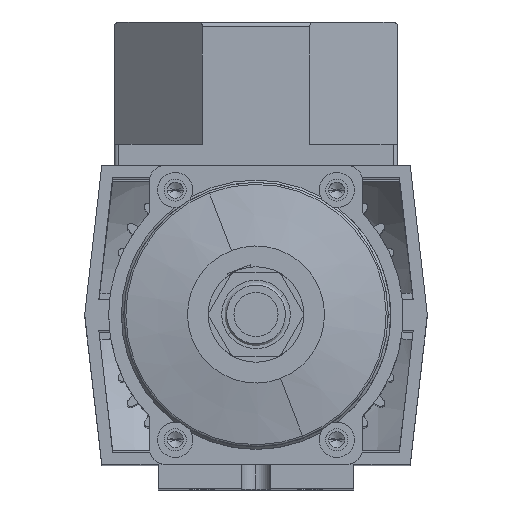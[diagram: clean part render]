
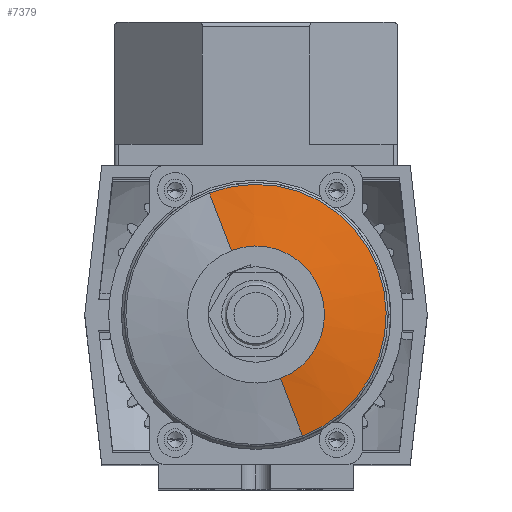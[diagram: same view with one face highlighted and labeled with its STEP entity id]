
A CAD part, top view. The second image highlights one B-rep face of the part: STEP entity #7379.
In plain terms, the highlighted conical face has half-angle 79.114 degrees and reference radius 26.594 mm.
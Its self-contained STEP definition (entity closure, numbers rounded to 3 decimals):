
#128 = CARTESIAN_POINT ( 'NONE',  ( 629.866, 449.075, 0. ) ) ;
#195 = AXIS2_PLACEMENT_3D ( 'NONE', #17301, #8391, #18792 ) ;
#344 = CARTESIAN_POINT ( 'NONE',  ( 627.444, 489.669, 0. ) ) ;
#1104 = VERTEX_POINT ( 'NONE', #2029 ) ;
#1593 = EDGE_CURVE ( 'NONE', #1104, #2967, #17405, .T. ) ;
#2029 = CARTESIAN_POINT ( 'NONE',  ( 629.866, 477.075, 0. ) ) ;
#2199 = AXIS2_PLACEMENT_3D ( 'NONE', #3734, #15623, #9679 ) ;
#2643 = CIRCLE ( 'NONE', #195, 26.594 ) ;
#2833 = CARTESIAN_POINT ( 'NONE',  ( 627.444, 436.481, 0. ) ) ;
#2876 = ORIENTED_EDGE ( 'NONE', *, *, #5626, .T. ) ;
#2967 = VERTEX_POINT ( 'NONE', #7608 ) ;
#3026 = CARTESIAN_POINT ( 'NONE',  ( 629.866, 463.075, 0. ) ) ;
#3652 = CONICAL_SURFACE ( 'NONE', #2199, 26.594, 1.381 ) ;
#3665 = VERTEX_POINT ( 'NONE', #128 ) ;
#3734 = CARTESIAN_POINT ( 'NONE',  ( 627.444, 463.075, 0. ) ) ;
#3803 = EDGE_LOOP ( 'NONE', ( #5599, #13415, #2876, #11310 ) ) ;
#3826 = CARTESIAN_POINT ( 'NONE',  ( 627.444, 436.481, 0. ) ) ;
#4128 = FACE_OUTER_BOUND ( 'NONE', #3803, .T. ) ;
#4536 = DIRECTION ( 'NONE',  ( 0., -1., 0. ) ) ;
#5382 = LINE ( 'NONE', #3826, #9310 ) ;
#5550 = VECTOR ( 'NONE', #15328, 1000. ) ;
#5599 = ORIENTED_EDGE ( 'NONE', *, *, #1593, .F. ) ;
#5626 = EDGE_CURVE ( 'NONE', #3665, #10375, #5382, .T. ) ;
#7079 = EDGE_CURVE ( 'NONE', #1104, #3665, #17178, .T. ) ;
#7379 = ADVANCED_FACE ( 'NONE', ( #4128 ), #3652, .T. ) ;
#7608 = CARTESIAN_POINT ( 'NONE',  ( 627.444, 489.669, 0. ) ) ;
#8391 = DIRECTION ( 'NONE',  ( -1., 0., 0. ) ) ;
#8911 = AXIS2_PLACEMENT_3D ( 'NONE', #3026, #13426, #4536 ) ;
#9310 = VECTOR ( 'NONE', #18687, 1000. ) ;
#9457 = EDGE_CURVE ( 'NONE', #2967, #10375, #2643, .T. ) ;
#9679 = DIRECTION ( 'NONE',  ( 0., -1., 0. ) ) ;
#10375 = VERTEX_POINT ( 'NONE', #2833 ) ;
#11310 = ORIENTED_EDGE ( 'NONE', *, *, #9457, .F. ) ;
#13415 = ORIENTED_EDGE ( 'NONE', *, *, #7079, .T. ) ;
#13426 = DIRECTION ( 'NONE',  ( -1., 0., 0. ) ) ;
#15328 = DIRECTION ( 'NONE',  ( -0.189, 0.982, 0. ) ) ;
#15623 = DIRECTION ( 'NONE',  ( -1., 0., 0. ) ) ;
#17178 = CIRCLE ( 'NONE', #8911, 14. ) ;
#17301 = CARTESIAN_POINT ( 'NONE',  ( 627.444, 463.075, 0. ) ) ;
#17405 = LINE ( 'NONE', #344, #5550 ) ;
#18687 = DIRECTION ( 'NONE',  ( -0.189, -0.982, 0. ) ) ;
#18792 = DIRECTION ( 'NONE',  ( 0., -1., 0. ) ) ;
